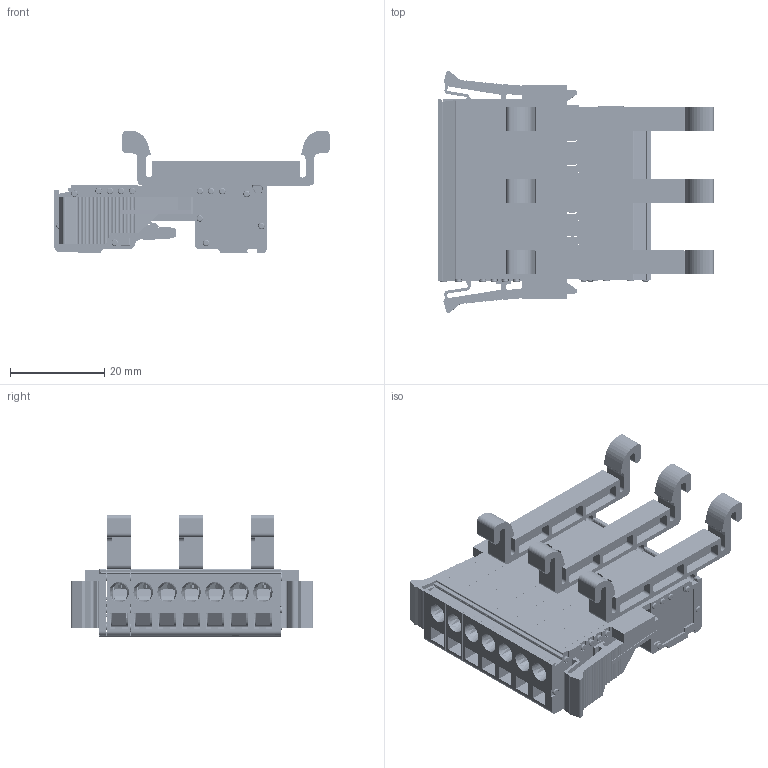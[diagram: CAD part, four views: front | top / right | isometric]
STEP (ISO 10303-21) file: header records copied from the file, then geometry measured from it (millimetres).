
FILE_DESCRIPTION(/* description */ ('Unknown'),/* implementation_level */ '2;1');
FILE_NAME(/* name */ 'DPSC5_08WF_7W_3D_SOLID_MODEL',/* time_stamp */ '2025-08-07T15:30:06+05:00',/* author */ ('Unknown'),/* organization */ ('Unknown'),/* preprocessor_version */ 'ST-DEVELOPER v16.7',/* originating_system */ 'Solid Edge',/* authorisation */ 'Unknown');
FILE_SCHEMA (('AUTOMOTIVE_DESIGN {1 0 10303 214 3 1 1}'));
Products named in the file (1): DPSC5_08WF_7W_3D_SOLID_MODEL
Bounding box: 58.56 x 51.48 x 26.15 mm (x, y, z)
Volume: 16873.2 mm3; surface area: 33451.7 mm2
Topology: 1 solids, 134 shells, 7586 faces, 21540 edges, 14112 vertices
Faces by surface type: plane 4932, cylinder 1654, bspline 547, torus 294, cone 143, sphere 16
Full cylindrical faces by diameter (mm): 0.6 x7, 1.3 x203, 2.9 x7, 3.7 x7
Entity records: 308213 total; most frequent: CARTESIAN_POINT 62792, ORIENTED_EDGE 41198, DIRECTION 37082, EDGE_CURVE 20599, LINE 15236, VECTOR 15236, VERTEX_POINT 13804, AXIS2_PLACEMENT_3D 10923
